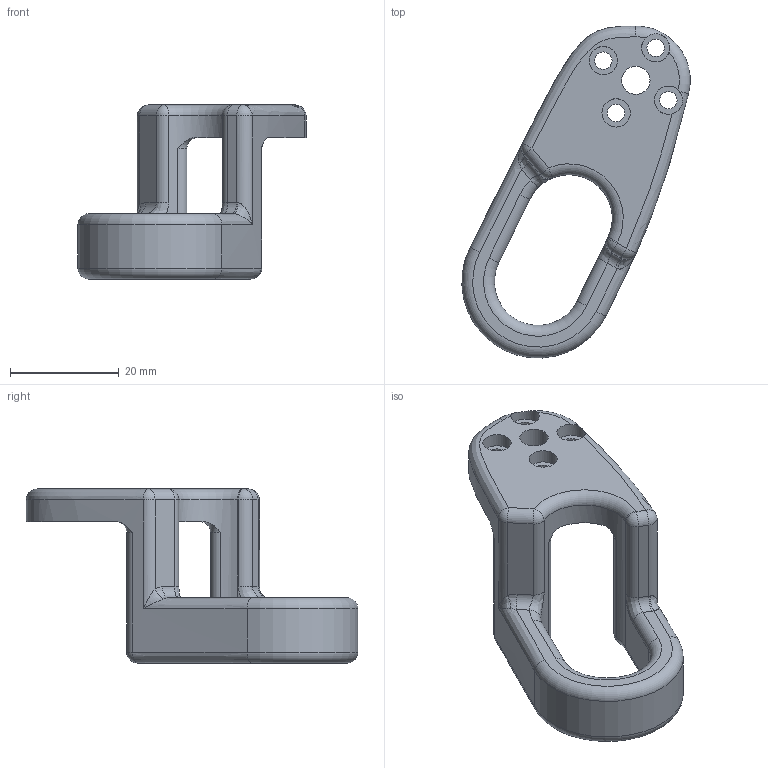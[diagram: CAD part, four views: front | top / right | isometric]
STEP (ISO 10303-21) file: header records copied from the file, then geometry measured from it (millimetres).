
FILE_DESCRIPTION(/* description */ ('','CAx-IF Rec.Pracs.---Representation and Presentation of Product Manufacturing Information (PMI)---4.0---2014-10-13'),/* implementation_level */ '2;1');
FILE_NAME(/* name */ 'Trigger_04e v1.step',/* time_stamp */ '2025-01-27T14:25:28+01:00',/* author */ (''),/* organization */ (''),/* preprocessor_version */ 'ST-DEVELOPER v20',/* originating_system */ 'Autodesk Translation Framework v13.20.0.188',/* authorisation */ '');
FILE_SCHEMA (('AP242_MANAGED_MODEL_BASED_3D_ENGINEERING_MIM_LF { 1 0 10303 442 1 1 4 }'));
Length unit declared in the file: millimetre
Products named in the file (1): Trigger_04e
Bounding box: 41.95 x 60.98 x 32 mm (x, y, z)
Volume: 11177.1 mm3; surface area: 5747.3 mm2
Topology: 1 solids, 1 shells, 83 faces, 201 edges, 110 vertices
Faces by surface type: cylinder 34, plane 14, torus 14, bspline 13, sphere 8
Full cylindrical faces by diameter (mm): 3.2 x4, 5.2 x5
Entity records: 3689 total; most frequent: CARTESIAN_POINT 1794, DIRECTION 407, ORIENTED_EDGE 382, EDGE_CURVE 191, AXIS2_PLACEMENT_3D 174, VERTEX_POINT 110, CIRCLE 101, EDGE_LOOP 95
